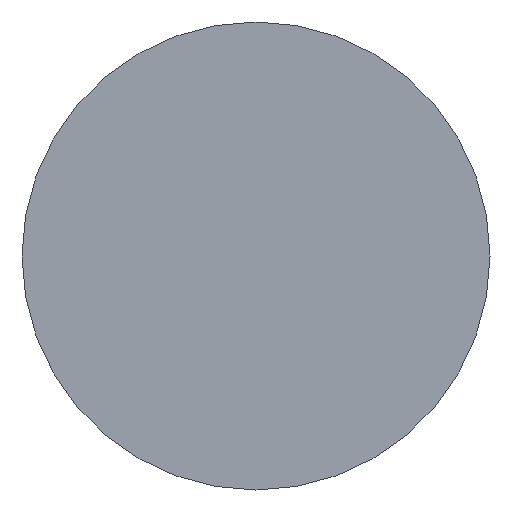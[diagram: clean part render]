
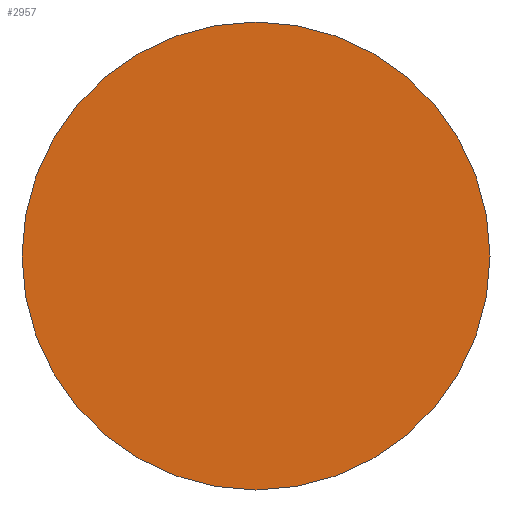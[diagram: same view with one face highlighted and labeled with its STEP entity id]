
A CAD part, left-side view. The second image highlights one B-rep face of the part: STEP entity #2957.
In plain terms, the highlighted planar face has unit normal (-1, 0, 0).
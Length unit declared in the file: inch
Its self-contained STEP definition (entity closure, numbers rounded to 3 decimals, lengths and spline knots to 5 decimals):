
#468 = AXIS2_PLACEMENT_3D ( 'NONE', #2120, #3336, #2353 ) ;
#575 = ORIENTED_EDGE ( 'NONE', *, *, #822, .T. ) ;
#603 = CIRCLE ( 'NONE', #468, 3.625 ) ;
#689 = ORIENTED_EDGE ( 'NONE', *, *, #2821, .T. ) ;
#742 = VERTEX_POINT ( 'NONE', #1015 ) ;
#822 = EDGE_CURVE ( 'NONE', #2423, #742, #603, .T. ) ;
#1015 = CARTESIAN_POINT ( 'NONE',  ( 0., 0., -3.625 ) ) ;
#1500 = CARTESIAN_POINT ( 'NONE',  ( 0., 3.625, 0. ) ) ;
#1648 = CARTESIAN_POINT ( 'NONE',  ( 0., 0., 0. ) ) ;
#1662 = EDGE_LOOP ( 'NONE', ( #575, #689 ) ) ;
#1774 = FACE_OUTER_BOUND ( 'NONE', #1662, .T. ) ;
#1793 = PLANE ( 'NONE',  #3931 ) ;
#1851 = CARTESIAN_POINT ( 'NONE',  ( 0., 0., 3.625 ) ) ;
#1902 = AXIS2_PLACEMENT_3D ( 'NONE', #1648, #3825, #2896 ) ;
#2120 = CARTESIAN_POINT ( 'NONE',  ( 0., 0., 0. ) ) ;
#2353 = DIRECTION ( 'NONE',  ( 0., 0., 1. ) ) ;
#2423 = VERTEX_POINT ( 'NONE', #1851 ) ;
#2821 = EDGE_CURVE ( 'NONE', #742, #2423, #3699, .T. ) ;
#2896 = DIRECTION ( 'NONE',  ( 0., 0., 1. ) ) ;
#2957 = ADVANCED_FACE ( 'NONE', ( #1774 ), #1793, .F. ) ;
#3051 = DIRECTION ( 'NONE',  ( 1., 0., 0. ) ) ;
#3336 = DIRECTION ( 'NONE',  ( -1., 0., 0. ) ) ;
#3699 = CIRCLE ( 'NONE', #1902, 3.625 ) ;
#3825 = DIRECTION ( 'NONE',  ( -1., 0., 0. ) ) ;
#3931 = AXIS2_PLACEMENT_3D ( 'NONE', #1500, #3051, #4052 ) ;
#4052 = DIRECTION ( 'NONE',  ( 0., 0., -1. ) ) ;
